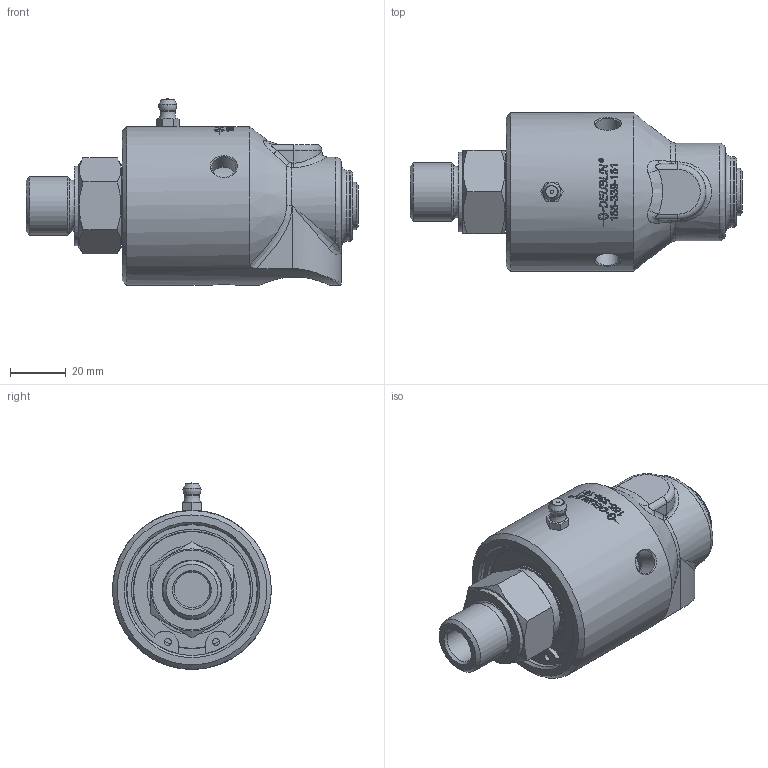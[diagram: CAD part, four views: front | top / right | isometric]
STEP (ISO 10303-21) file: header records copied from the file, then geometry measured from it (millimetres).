
FILE_DESCRIPTION((''),'2;1');
FILE_NAME('155-139-151-IC_Rev A.stp','2016-01-22T12:52:40',('mvelte'),(''),'Autodesk Inventor 2013','Autodesk Inventor 2013','');
FILE_SCHEMA(('AUTOMOTIVE_DESIGN { 1 0 10303 214 1 1 1 1 }'));
Length unit declared in the file: millimetre
Products named in the file (1): 155-139-151-IC_Rev A
Bounding box: 119.16 x 56.99 x 66.99 mm (x, y, z)
Volume: 157704.4 mm3; surface area: 32638 mm2
Topology: 1 solids, 3 shells, 507 faces, 1330 edges, 869 vertices
Faces by surface type: bspline 255, plane 143, cylinder 70, cone 23, torus 14, sphere 2
Full cylindrical faces by diameter (mm): 2.48 x2, 3 x1, 3.12 x2, 8.6 x3, 12.7 x1, 13.889 x1, 17.475 x1, 20.955 x1, 21.4 x1, 24.4 x1, 25.4 x2, 27.8 x1, 28.6 x1, 30.491 x1, 32.1 x1, 41.3 x1, 41.9 x1, 42.2 x1, 47.07 x1, 57 x1
Entity records: 59333 total; most frequent: CARTESIAN_POINT 48813, ORIENTED_EDGE 2490, DIRECTION 1331, EDGE_CURVE 1245, VERTEX_POINT 842, EDGE_LOOP 621, B_SPLINE_CURVE_WITH_KNOTS 601, FACE_OUTER_BOUND 507
